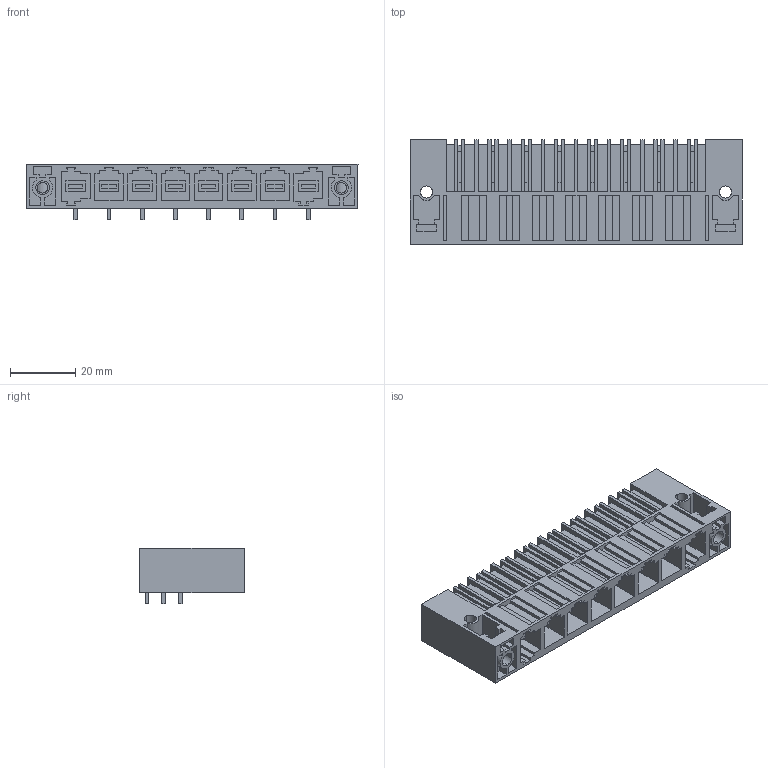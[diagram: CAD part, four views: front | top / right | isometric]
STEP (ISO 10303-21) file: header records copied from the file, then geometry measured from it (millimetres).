
FILE_DESCRIPTION(('CATIA V5 STEP Exchange','CAx-IF Rec.Pracs.--- Model Styling and Organization---1.2---2011-12-15'),'2;1');
FILE_NAME ('D1457528_0_1851100000_1851100000.stp','2018-03-08T11:19:25+00:00',('none'),('Weidmueller'),'CATIA Version 5-6 Release 2014','CATIA V5 STEP AP214','none');
FILE_SCHEMA(('AUTOMOTIVE_DESIGN { 1 0 10303 214 1 1 1 1 }'));
Length unit declared in the file: millimetre
Products named in the file (1): 1851100000
Bounding box: 101.6 x 32 x 17.1 mm (x, y, z)
Volume: 25919.3 mm3; surface area: 27905.8 mm2
Topology: 11 solids, 11 shells, 1023 faces, 3040 edges, 2070 vertices
Faces by surface type: plane 969, cylinder 54
Entity records: 32787 total; most frequent: ORIENTED_EDGE 6080, CARTESIAN_POINT 5953, DIRECTION 4250, EDGE_CURVE 3040, VECTOR 2904, LINE 2904, VERTEX_POINT 2070, EDGE_LOOP 1096
